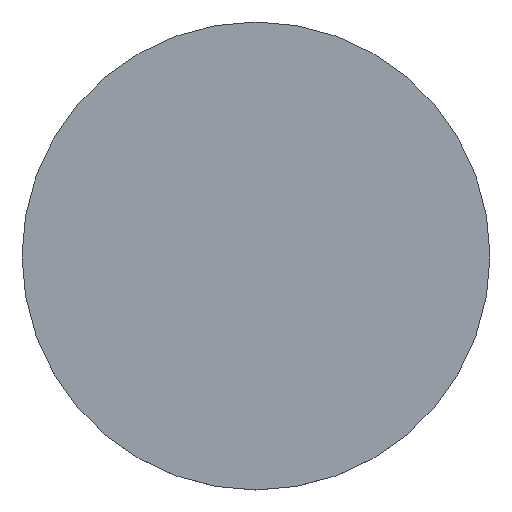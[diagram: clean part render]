
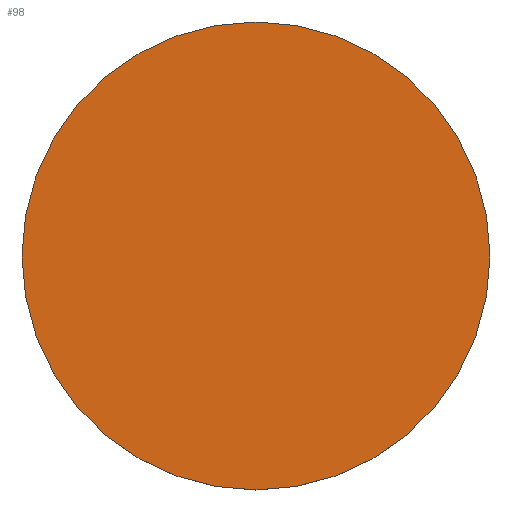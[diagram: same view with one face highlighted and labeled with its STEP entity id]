
A CAD part, top view. The second image highlights one B-rep face of the part: STEP entity #98.
In plain terms, the highlighted planar face has unit normal (0, 0, 1).
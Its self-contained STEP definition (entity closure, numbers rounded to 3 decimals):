
#13 = EDGE_LOOP ( 'NONE', ( #146, #156 ) ) ;
#19 = DIRECTION ( 'NONE',  ( 0., 0., 1. ) ) ;
#39 = EDGE_CURVE ( 'NONE', #106, #133, #165, .T. ) ;
#43 = DIRECTION ( 'NONE',  ( 1., 0., 0. ) ) ;
#46 = DIRECTION ( 'NONE',  ( 0., 0., 1. ) ) ;
#49 = FACE_OUTER_BOUND ( 'NONE', #13, .T. ) ;
#51 = EDGE_CURVE ( 'NONE', #133, #106, #175, .T. ) ;
#55 = DIRECTION ( 'NONE',  ( 0., 0., 1. ) ) ;
#78 = DIRECTION ( 'NONE',  ( 1., 0., 0. ) ) ;
#80 = CARTESIAN_POINT ( 'NONE',  ( -12.7, 0., 0.5 ) ) ;
#98 = ADVANCED_FACE ( 'NONE', ( #49 ), #126, .T. ) ;
#104 = AXIS2_PLACEMENT_3D ( 'NONE', #108, #19, #109 ) ;
#106 = VERTEX_POINT ( 'NONE', #129 ) ;
#108 = CARTESIAN_POINT ( 'NONE',  ( 0., 0., 0.5 ) ) ;
#109 = DIRECTION ( 'NONE',  ( 1., 0., 0. ) ) ;
#126 = PLANE ( 'NONE',  #162 ) ;
#129 = CARTESIAN_POINT ( 'NONE',  ( 12.7, 0., 0.5 ) ) ;
#133 = VERTEX_POINT ( 'NONE', #80 ) ;
#141 = CARTESIAN_POINT ( 'NONE',  ( 0., 0., 0.5 ) ) ;
#146 = ORIENTED_EDGE ( 'NONE', *, *, #51, .T. ) ;
#149 = CARTESIAN_POINT ( 'NONE',  ( 0., 0., 0.5 ) ) ;
#155 = AXIS2_PLACEMENT_3D ( 'NONE', #149, #46, #78 ) ;
#156 = ORIENTED_EDGE ( 'NONE', *, *, #39, .T. ) ;
#162 = AXIS2_PLACEMENT_3D ( 'NONE', #141, #55, #43 ) ;
#165 = CIRCLE ( 'NONE', #155, 12.7 ) ;
#175 = CIRCLE ( 'NONE', #104, 12.7 ) ;
